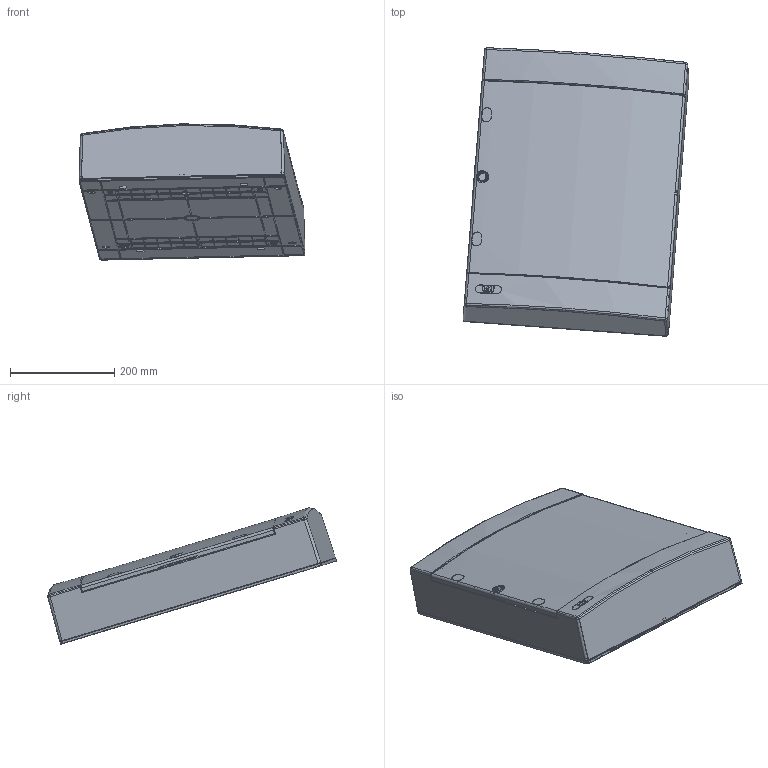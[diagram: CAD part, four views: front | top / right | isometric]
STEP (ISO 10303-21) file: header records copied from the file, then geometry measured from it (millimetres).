
FILE_DESCRIPTION((''),'2;1');
FILE_NAME('001101301_3DFILE_ASM','2024-08-12T12:07:42',('klemen.sitar'),('Audax d.o.o.'),'CREO PARAMETRIC BY PTC INC, 2021304','CREO PARAMETRIC BY PTC INC, 2021304','');
FILE_SCHEMA(('AP242_MANAGED_MODEL_BASED_3D_ENGINEERING_MIM_LF { 1 0 10303 442 1 1 4 }'));
Products named in the file (18): FRONT_ECT_3X18_1_2; PIN_1_2_3_4_5_6_7_8; SCREW_M4X8_1_2_3_4_5_6; ETI_LOGO_1_2_3_4_5_6_7_8_9_10_1; ETI_LOGO_1_2_3_4_5_6_7_8_9_10_2; ETI_LOGO_1_2_3_4_5_6_7_8_9_10_3; ETI_LOGO_1_2_3_4_5_6_7_8_9_10_ASM; TH_18_RAIL_1; ECT_3X18_PO_MEDIA_MOD_EMPTY_ASM; 001101313_3DFILE_ASM; VRATA__N3X18C__1_2_1; DNO_N3X18-C_1; IT_TABLA_N3X18C_ASM_1_ASM; ETI_LOGO_1_1_1_1_1_2_3_4_5_1; ETI_LOGO_2_1_1_1_1_2_3_4_5_1; ETI_LOGO_3_1_1_1_1_2_3_4_5_1; ECT_3X18_MEDIA_PO_ASM; 001101301_3DFILE_ASM
Assembly tree (21 placements, depth 5):
  001101301_3DFILE_ASM
    001101313_3DFILE_ASM
      ECT_3X18_PO_MEDIA_MOD_EMPTY_ASM
        FRONT_ECT_3X18_1_2
        PIN_1_2_3_4_5_6_7_8  x4
        SCREW_M4X8_1_2_3_4_5_6  x2
        ETI_LOGO_1_2_3_4_5_6_7_8_9_10_ASM
          ETI_LOGO_1_2_3_4_5_6_7_8_9_10_1
          ETI_LOGO_1_2_3_4_5_6_7_8_9_10_2
          ETI_LOGO_1_2_3_4_5_6_7_8_9_10_3
        TH_18_RAIL_1
    ECT_3X18_MEDIA_PO_ASM
      IT_TABLA_N3X18C_ASM_1_ASM
        VRATA__N3X18C__1_2_1
        DNO_N3X18-C_1
      ETI_LOGO_1_1_1_1_1_2_3_4_5_1
      ETI_LOGO_2_1_1_1_1_2_3_4_5_1
      ETI_LOGO_3_1_1_1_1_2_3_4_5_1
Bounding box: 433.91 x 554.25 x 261.65 mm (x, y, z)
Volume: 1668099.9 mm3; surface area: 1530306 mm2
Topology: 16 solids, 16 shells, 3156 faces, 8722 edges, 5736 vertices
Faces by surface type: plane 2100, cylinder 723, cone 295, torus 22, sphere 6, extrusion 6, bspline 4
Entity records: 145311 total; most frequent: CARTESIAN_POINT 19896, ORIENTED_EDGE 16648, DIRECTION 16071, PRESENTATION_STYLE_ASSIGNMENT 11277, STYLED_ITEM 11277, CURVE_STYLE 8330, EDGE_CURVE 8324, VECTOR 5487
